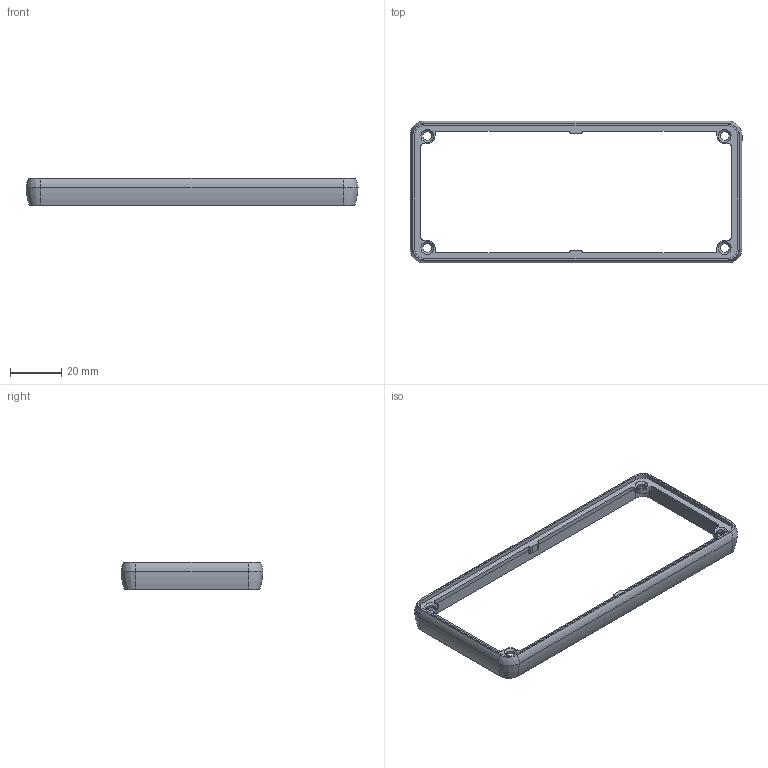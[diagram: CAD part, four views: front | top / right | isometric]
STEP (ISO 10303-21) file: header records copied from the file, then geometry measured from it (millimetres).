
FILE_DESCRIPTION((''),'2;1');
FILE_NAME('Q Bezel Open.stp','2005-02-16T11:51:27',('avernon'),(''),'Autodesk Inventor 9','Autodesk Inventor 9','');
FILE_SCHEMA(('AUTOMOTIVE_DESIGN { 1 0 10303 214 1 1 1 1 }'));
Length unit declared in the file: millimetre
Products named in the file (1): Q Bezel Open
Bounding box: 129 x 55.13 x 10.5 mm (x, y, z)
Volume: 6472.5 mm3; surface area: 9680.5 mm2
Topology: 1 solids, 1 shells, 136 faces, 352 edges, 220 vertices
Faces by surface type: cylinder 64, plane 32, torus 16, bspline 16, cone 8
Entity records: 4515 total; most frequent: CARTESIAN_POINT 1053, DIRECTION 782, ORIENTED_EDGE 704, EDGE_CURVE 352, AXIS2_PLACEMENT_3D 309, VERTEX_POINT 220, CIRCLE 188, VECTOR 164
